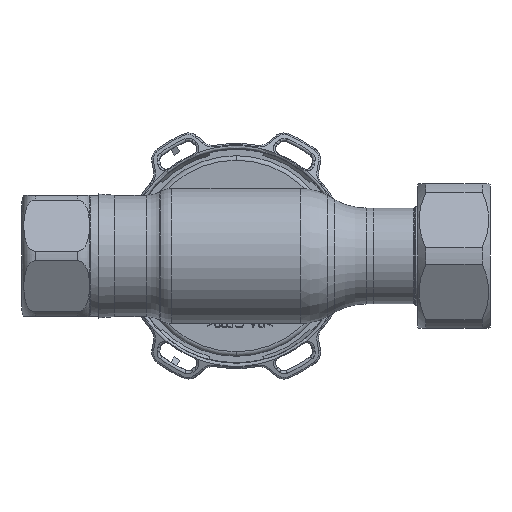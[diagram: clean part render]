
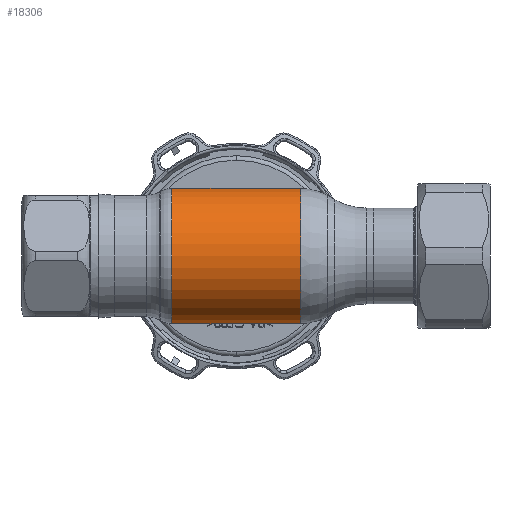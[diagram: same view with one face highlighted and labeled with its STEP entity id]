
A CAD part, front view. The second image highlights one B-rep face of the part: STEP entity #18306.
In plain terms, the highlighted cylindrical face has radius 15 mm (diameter 30 mm), a partial arc.
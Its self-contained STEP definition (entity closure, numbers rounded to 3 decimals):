
#157 = DIRECTION ( 'NONE',  ( 0., 0., -1. ) ) ;
#1065 = LINE ( 'NONE', #36208, #36360 ) ;
#1604 = DIRECTION ( 'NONE',  ( 1., 0., 0. ) ) ;
#1848 = AXIS2_PLACEMENT_3D ( 'NONE', #16752, #5258, #157 ) ;
#3678 = DIRECTION ( 'NONE',  ( 0., 0., -1. ) ) ;
#5099 = DIRECTION ( 'NONE',  ( 1., 0., 0. ) ) ;
#5258 = DIRECTION ( 'NONE',  ( 1., 0., 0. ) ) ;
#5279 = AXIS2_PLACEMENT_3D ( 'NONE', #19597, #5099, #37415 ) ;
#9634 = VERTEX_POINT ( 'NONE', #21861 ) ;
#9803 = LINE ( 'NONE', #14586, #34504 ) ;
#10709 = CARTESIAN_POINT ( 'NONE',  ( 14.285, 0., 15. ) ) ;
#10972 = EDGE_CURVE ( 'NONE', #20597, #9634, #16132, .T. ) ;
#12570 = AXIS2_PLACEMENT_3D ( 'NONE', #32201, #32013, #3678 ) ;
#13382 = EDGE_CURVE ( 'NONE', #15182, #9634, #1065, .T. ) ;
#14586 = CARTESIAN_POINT ( 'NONE',  ( 62.69, 0., 15. ) ) ;
#15182 = VERTEX_POINT ( 'NONE', #21532 ) ;
#15590 = VERTEX_POINT ( 'NONE', #22846 ) ;
#16132 = CIRCLE ( 'NONE', #12570, 15. ) ;
#16752 = CARTESIAN_POINT ( 'NONE',  ( -14.285, 0., 0. ) ) ;
#18306 = ADVANCED_FACE ( 'NONE', ( #25683 ), #19778, .T. ) ;
#19478 = ORIENTED_EDGE ( 'NONE', *, *, #13382, .T. ) ;
#19597 = CARTESIAN_POINT ( 'NONE',  ( 62.69, 0., 0. ) ) ;
#19778 = CYLINDRICAL_SURFACE ( 'NONE', #5279, 15. ) ;
#20597 = VERTEX_POINT ( 'NONE', #10709 ) ;
#21532 = CARTESIAN_POINT ( 'NONE',  ( -14.285, 0., -15. ) ) ;
#21861 = CARTESIAN_POINT ( 'NONE',  ( 14.285, 0., -15. ) ) ;
#22229 = ORIENTED_EDGE ( 'NONE', *, *, #10972, .F. ) ;
#22846 = CARTESIAN_POINT ( 'NONE',  ( -14.285, 0., 15. ) ) ;
#23183 = EDGE_CURVE ( 'NONE', #15590, #15182, #26031, .T. ) ;
#25683 = FACE_OUTER_BOUND ( 'NONE', #30691, .T. ) ;
#26031 = CIRCLE ( 'NONE', #1848, 15. ) ;
#30691 = EDGE_LOOP ( 'NONE', ( #32467, #31376, #19478, #22229 ) ) ;
#31376 = ORIENTED_EDGE ( 'NONE', *, *, #23183, .T. ) ;
#31417 = DIRECTION ( 'NONE',  ( 1., 0., 0. ) ) ;
#31760 = EDGE_CURVE ( 'NONE', #15590, #20597, #9803, .T. ) ;
#32013 = DIRECTION ( 'NONE',  ( 1., 0., 0. ) ) ;
#32201 = CARTESIAN_POINT ( 'NONE',  ( 14.285, 0., 0. ) ) ;
#32467 = ORIENTED_EDGE ( 'NONE', *, *, #31760, .F. ) ;
#34504 = VECTOR ( 'NONE', #31417, 1000. ) ;
#36208 = CARTESIAN_POINT ( 'NONE',  ( 62.69, 0., -15. ) ) ;
#36360 = VECTOR ( 'NONE', #1604, 1000. ) ;
#37415 = DIRECTION ( 'NONE',  ( 0., 0., -1. ) ) ;
